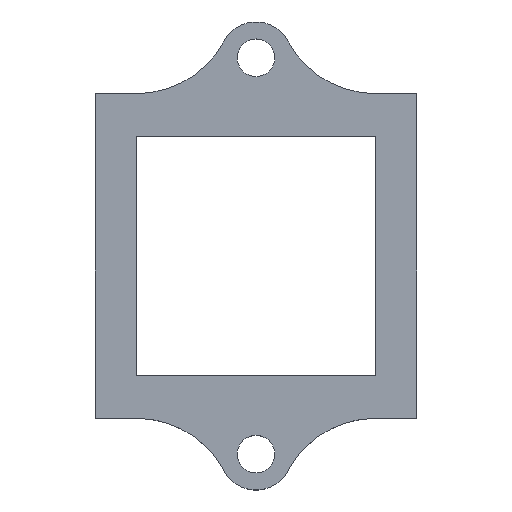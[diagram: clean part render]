
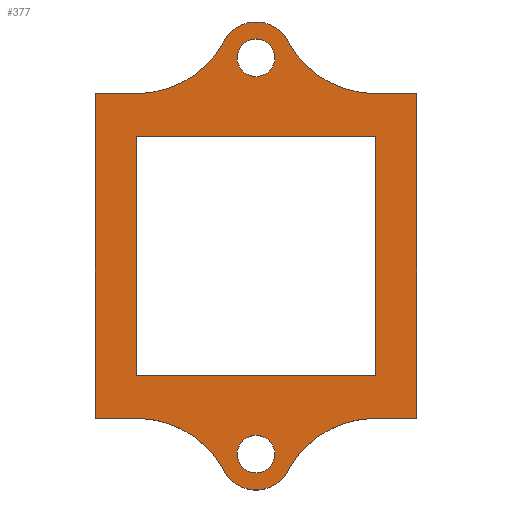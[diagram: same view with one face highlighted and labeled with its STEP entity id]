
A CAD part, top view. The second image highlights one B-rep face of the part: STEP entity #377.
In plain terms, the highlighted planar face has unit normal (0, 0, 1).
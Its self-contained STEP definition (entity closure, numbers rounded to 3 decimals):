
#23=FACE_BOUND('',#50,.T.);
#24=FACE_BOUND('',#51,.T.);
#25=FACE_BOUND('',#52,.T.);
#29=FACE_OUTER_BOUND('',#49,.T.);
#49=EDGE_LOOP('',(#257,#258,#259,#260,#261,#262,#263,#264,#265,#266,#267,
#268));
#50=EDGE_LOOP('',(#269));
#51=EDGE_LOOP('',(#270));
#52=EDGE_LOOP('',(#271,#272,#273,#274));
#75=CIRCLE('',#412,5.833);
#76=CIRCLE('',#413,2.1);
#77=CIRCLE('',#414,5.833);
#78=CIRCLE('',#415,5.833);
#79=CIRCLE('',#416,2.1);
#80=CIRCLE('',#417,5.833);
#81=CIRCLE('',#418,1.1);
#82=CIRCLE('',#419,1.1);
#91=LINE('',#563,#129);
#92=LINE('',#565,#130);
#93=LINE('',#573,#131);
#94=LINE('',#575,#132);
#95=LINE('',#577,#133);
#96=LINE('',#584,#134);
#97=LINE('',#591,#135);
#98=LINE('',#593,#136);
#99=LINE('',#595,#137);
#100=LINE('',#596,#138);
#129=VECTOR('',#451,10.);
#130=VECTOR('',#452,10.);
#131=VECTOR('',#459,10.);
#132=VECTOR('',#460,10.);
#133=VECTOR('',#461,10.);
#134=VECTOR('',#468,10.);
#135=VECTOR('',#473,10.);
#136=VECTOR('',#474,10.);
#137=VECTOR('',#475,10.);
#138=VECTOR('',#476,10.);
#167=VERTEX_POINT('',#561);
#168=VERTEX_POINT('',#562);
#169=VERTEX_POINT('',#564);
#170=VERTEX_POINT('',#566);
#171=VERTEX_POINT('',#568);
#172=VERTEX_POINT('',#570);
#173=VERTEX_POINT('',#572);
#174=VERTEX_POINT('',#574);
#175=VERTEX_POINT('',#576);
#176=VERTEX_POINT('',#578);
#177=VERTEX_POINT('',#580);
#178=VERTEX_POINT('',#582);
#179=VERTEX_POINT('',#585);
#180=VERTEX_POINT('',#587);
#181=VERTEX_POINT('',#589);
#182=VERTEX_POINT('',#590);
#183=VERTEX_POINT('',#592);
#184=VERTEX_POINT('',#594);
#203=EDGE_CURVE('',#167,#168,#91,.T.);
#204=EDGE_CURVE('',#169,#167,#92,.T.);
#205=EDGE_CURVE('',#170,#169,#75,.T.);
#206=EDGE_CURVE('',#171,#170,#76,.T.);
#207=EDGE_CURVE('',#172,#171,#77,.T.);
#208=EDGE_CURVE('',#173,#172,#93,.T.);
#209=EDGE_CURVE('',#174,#173,#94,.T.);
#210=EDGE_CURVE('',#175,#174,#95,.T.);
#211=EDGE_CURVE('',#176,#175,#78,.T.);
#212=EDGE_CURVE('',#177,#176,#79,.T.);
#213=EDGE_CURVE('',#178,#177,#80,.T.);
#214=EDGE_CURVE('',#168,#178,#96,.T.);
#215=EDGE_CURVE('',#179,#179,#81,.T.);
#216=EDGE_CURVE('',#180,#180,#82,.T.);
#217=EDGE_CURVE('',#181,#182,#97,.T.);
#218=EDGE_CURVE('',#183,#181,#98,.T.);
#219=EDGE_CURVE('',#184,#183,#99,.T.);
#220=EDGE_CURVE('',#182,#184,#100,.T.);
#257=ORIENTED_EDGE('',*,*,#203,.F.);
#258=ORIENTED_EDGE('',*,*,#204,.F.);
#259=ORIENTED_EDGE('',*,*,#205,.F.);
#260=ORIENTED_EDGE('',*,*,#206,.F.);
#261=ORIENTED_EDGE('',*,*,#207,.F.);
#262=ORIENTED_EDGE('',*,*,#208,.F.);
#263=ORIENTED_EDGE('',*,*,#209,.F.);
#264=ORIENTED_EDGE('',*,*,#210,.F.);
#265=ORIENTED_EDGE('',*,*,#211,.F.);
#266=ORIENTED_EDGE('',*,*,#212,.F.);
#267=ORIENTED_EDGE('',*,*,#213,.F.);
#268=ORIENTED_EDGE('',*,*,#214,.F.);
#269=ORIENTED_EDGE('',*,*,#215,.F.);
#270=ORIENTED_EDGE('',*,*,#216,.F.);
#271=ORIENTED_EDGE('',*,*,#217,.F.);
#272=ORIENTED_EDGE('',*,*,#218,.F.);
#273=ORIENTED_EDGE('',*,*,#219,.F.);
#274=ORIENTED_EDGE('',*,*,#220,.F.);
#365=PLANE('',#411);
#377=ADVANCED_FACE('',(#29,#23,#24,#25),#365,.F.);
#411=AXIS2_PLACEMENT_3D('',#560,#449,#450);
#412=AXIS2_PLACEMENT_3D('',#567,#453,#454);
#413=AXIS2_PLACEMENT_3D('',#569,#455,#456);
#414=AXIS2_PLACEMENT_3D('',#571,#457,#458);
#415=AXIS2_PLACEMENT_3D('',#579,#462,#463);
#416=AXIS2_PLACEMENT_3D('',#581,#464,#465);
#417=AXIS2_PLACEMENT_3D('',#583,#466,#467);
#418=AXIS2_PLACEMENT_3D('',#586,#469,#470);
#419=AXIS2_PLACEMENT_3D('',#588,#471,#472);
#449=DIRECTION('center_axis',(0.,0.,
-1.));
#450=DIRECTION('ref_axis',(1.,0.,0.));
#451=DIRECTION('',(0.,1.,0.));
#452=DIRECTION('',(-1.,0.,0.));
#453=DIRECTION('center_axis',(0.,0.,
1.));
#454=DIRECTION('ref_axis',(0.882,0.471,0.));
#455=DIRECTION('center_axis',(0.,0.,
-1.));
#456=DIRECTION('ref_axis',(1.,0.,0.));
#457=DIRECTION('center_axis',(0.,0.,
1.));
#458=DIRECTION('ref_axis',(0.,1.,0.));
#459=DIRECTION('',(-1.,0.,0.));
#460=DIRECTION('',(0.,-1.,0.));
#461=DIRECTION('',(1.,0.,0.));
#462=DIRECTION('center_axis',(0.,0.,
1.));
#463=DIRECTION('ref_axis',(-0.882,-0.471,0.));
#464=DIRECTION('center_axis',(0.,0.,
-1.));
#465=DIRECTION('ref_axis',(1.,0.,0.));
#466=DIRECTION('center_axis',(0.,0.,
1.));
#467=DIRECTION('ref_axis',(0.,-1.,0.));
#468=DIRECTION('',(1.,0.,0.));
#469=DIRECTION('center_axis',(0.,0.,
1.));
#470=DIRECTION('ref_axis',(1.,0.,0.));
#471=DIRECTION('center_axis',(0.,0.,
1.));
#472=DIRECTION('ref_axis',(1.,0.,0.));
#473=DIRECTION('',(-1.,0.,0.));
#474=DIRECTION('',(0.,1.,0.));
#475=DIRECTION('',(1.,0.,0.));
#476=DIRECTION('',(0.,-1.,0.));
#560=CARTESIAN_POINT('Origin',(13.9,16.1,4.));
#561=CARTESIAN_POINT('',(4.5,6.6,4.));
#562=CARTESIAN_POINT('',(4.5,25.6,4.));
#563=CARTESIAN_POINT('',(4.5,11.35,4.));
#564=CARTESIAN_POINT('',(6.9,6.6,4.));
#565=CARTESIAN_POINT('',(18.65,6.6,4.));
#566=CARTESIAN_POINT('',(12.047,3.512,4.));
#567=CARTESIAN_POINT('Origin',(6.9,0.767,4.));
#568=CARTESIAN_POINT('',(15.753,3.512,4.));
#569=CARTESIAN_POINT('Origin',(13.9,4.5,4.));
#570=CARTESIAN_POINT('',(20.9,6.6,4.));
#571=CARTESIAN_POINT('Origin',(20.9,0.767,4.));
#572=CARTESIAN_POINT('',(23.3,6.6,4.));
#573=CARTESIAN_POINT('',(18.65,6.6,4.));
#574=CARTESIAN_POINT('',(23.3,25.6,4.));
#575=CARTESIAN_POINT('',(23.3,20.85,4.));
#576=CARTESIAN_POINT('',(20.9,25.6,4.));
#577=CARTESIAN_POINT('',(9.15,25.6,4.));
#578=CARTESIAN_POINT('',(15.753,28.688,4.));
#579=CARTESIAN_POINT('Origin',(20.9,31.433,4.));
#580=CARTESIAN_POINT('',(12.047,28.688,4.));
#581=CARTESIAN_POINT('Origin',(13.9,27.7,4.));
#582=CARTESIAN_POINT('',(6.9,25.6,4.));
#583=CARTESIAN_POINT('Origin',(6.9,31.433,4.));
#584=CARTESIAN_POINT('',(9.15,25.6,4.));
#585=CARTESIAN_POINT('',(12.8,4.5,4.));
#586=CARTESIAN_POINT('Origin',(13.9,4.5,4.));
#587=CARTESIAN_POINT('',(12.8,27.7,4.));
#588=CARTESIAN_POINT('Origin',(13.9,27.7,4.));
#589=CARTESIAN_POINT('',(20.9,23.1,4.));
#590=CARTESIAN_POINT('',(6.9,23.1,4.));
#591=CARTESIAN_POINT('',(12.85,23.1,4.));
#592=CARTESIAN_POINT('',(20.9,9.1,4.));
#593=CARTESIAN_POINT('',(20.9,12.6,4.));
#594=CARTESIAN_POINT('',(6.9,9.1,4.));
#595=CARTESIAN_POINT('',(10.4,9.1,4.));
#596=CARTESIAN_POINT('',(6.9,19.6,4.));
